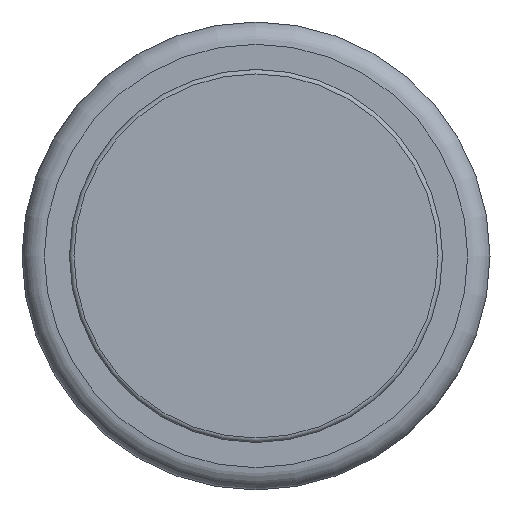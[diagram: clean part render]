
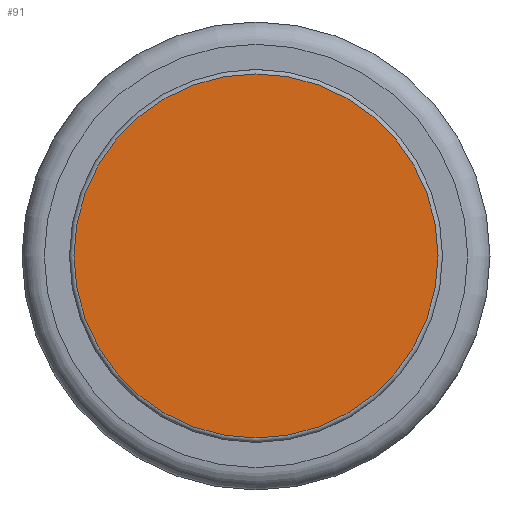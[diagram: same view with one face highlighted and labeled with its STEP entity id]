
A CAD part, top view. The second image highlights one B-rep face of the part: STEP entity #91.
In plain terms, the highlighted planar face has unit normal (0, 0, 1).
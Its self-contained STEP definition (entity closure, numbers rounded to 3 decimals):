
#91 = ADVANCED_FACE( '', ( #214 ), #215, .F. );
#214 = FACE_OUTER_BOUND( '', #374, .T. );
#215 = PLANE( '', #375 );
#374 = EDGE_LOOP( '', ( #557 ) );
#375 = AXIS2_PLACEMENT_3D( '', #558, #559, #560 );
#557 = ORIENTED_EDGE( '', *, *, #787, .T. );
#558 = CARTESIAN_POINT( '', ( 0., -8.35, 50. ) );
#559 = DIRECTION( '', ( 0., 0., -1. ) );
#560 = DIRECTION( '', ( 1., 0., 0. ) );
#787 = EDGE_CURVE( '', #902, #902, #903, .F. );
#902 = VERTEX_POINT( '', #1047 );
#903 = CIRCLE( '', #1048, 8.15 );
#1047 = CARTESIAN_POINT( '', ( 8.15, 0., 50. ) );
#1048 = AXIS2_PLACEMENT_3D( '', #1208, #1209, #1210 );
#1208 = CARTESIAN_POINT( '', ( 0., 0., 50. ) );
#1209 = DIRECTION( '', ( 0., 0., -1. ) );
#1210 = DIRECTION( '', ( 1., 0., 0. ) );
